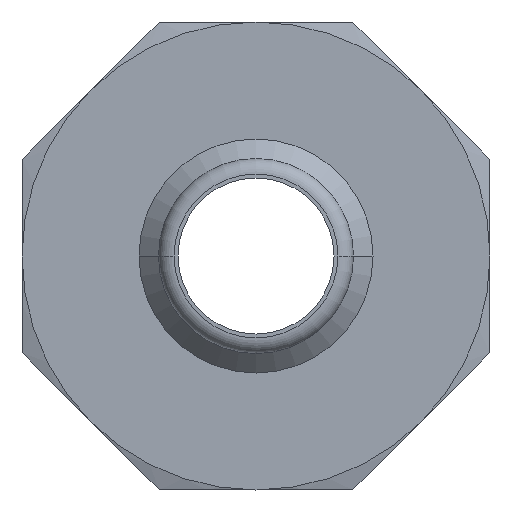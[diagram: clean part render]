
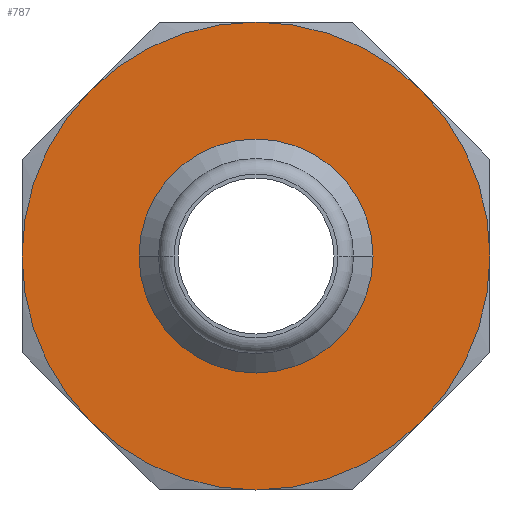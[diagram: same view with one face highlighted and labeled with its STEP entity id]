
A CAD part, front view. The second image highlights one B-rep face of the part: STEP entity #787.
In plain terms, the highlighted planar face has unit normal (0, -1, 0).
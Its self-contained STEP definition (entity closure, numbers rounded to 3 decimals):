
#1=CARTESIAN_POINT('',(0.,-18.,12.));
#37=CARTESIAN_POINT('',(0.,-18.,0.));
#38=DIRECTION('',(0.,1.,0.));
#39=DIRECTION('',(1.,0.,0.));
#40=AXIS2_PLACEMENT_3D('',#37,#38,#39);
#42=CARTESIAN_POINT('',(0.,-18.,0.));
#43=DIRECTION('',(0.,1.,0.));
#44=DIRECTION('',(-1.,0.,0.));
#45=AXIS2_PLACEMENT_3D('',#42,#43,#44);
#47=CARTESIAN_POINT('',(0.,-18.,0.));
#48=DIRECTION('',(0.,-1.,0.));
#49=DIRECTION('',(0.,0.,1.));
#50=AXIS2_PLACEMENT_3D('',#47,#48,#49);
#52=CARTESIAN_POINT('',(0.,-18.,0.));
#53=DIRECTION('',(0.,-1.,0.));
#54=DIRECTION('',(0.707,0.,0.707));
#55=AXIS2_PLACEMENT_3D('',#52,#53,#54);
#57=CARTESIAN_POINT('',(0.,-18.,0.));
#58=DIRECTION('',(0.,-1.,0.));
#59=DIRECTION('',(1.,0.,0.));
#60=AXIS2_PLACEMENT_3D('',#57,#58,#59);
#62=CARTESIAN_POINT('',(0.,-18.,0.));
#63=DIRECTION('',(0.,-1.,0.));
#64=DIRECTION('',(0.707,0.,-0.707));
#65=AXIS2_PLACEMENT_3D('',#62,#63,#64);
#67=CARTESIAN_POINT('',(0.,-18.,0.));
#68=DIRECTION('',(0.,-1.,0.));
#69=DIRECTION('',(0.,0.,-1.));
#70=AXIS2_PLACEMENT_3D('',#67,#68,#69);
#72=CARTESIAN_POINT('',(0.,-18.,0.));
#73=DIRECTION('',(0.,-1.,0.));
#74=DIRECTION('',(-0.707,0.,-0.707));
#75=AXIS2_PLACEMENT_3D('',#72,#73,#74);
#77=CARTESIAN_POINT('',(0.,-18.,0.));
#78=DIRECTION('',(0.,-1.,0.));
#79=DIRECTION('',(-1.,0.,0.));
#80=AXIS2_PLACEMENT_3D('',#77,#78,#79);
#82=CARTESIAN_POINT('',(0.,-18.,0.));
#83=DIRECTION('',(0.,-1.,0.));
#84=DIRECTION('',(-0.707,0.,0.707));
#85=AXIS2_PLACEMENT_3D('',#82,#83,#84);
#369=CARTESIAN_POINT('',(-8.485,-18.,8.485));
#401=CARTESIAN_POINT('',(-12.,-18.,
0.));
#433=CARTESIAN_POINT('',(-8.485,-18.,
-8.485));
#460=CARTESIAN_POINT('',(0.,-18.,
-12.));
#525=CARTESIAN_POINT('',(8.485,-18.,-8.485));
#617=CARTESIAN_POINT('',(6.,-18.,0.));
#618=CARTESIAN_POINT('',(-6.,-18.,0.));
#619=VERTEX_POINT('',#617);
#620=VERTEX_POINT('',#618);
#649=VERTEX_POINT('',#1);
#655=VERTEX_POINT('',#369);
#659=VERTEX_POINT('',#401);
#663=VERTEX_POINT('',#433);
#665=VERTEX_POINT('',#460);
#669=VERTEX_POINT('',#525);
#677=CARTESIAN_POINT('',(12.,-18.,0.));
#678=VERTEX_POINT('',#677);
#679=CARTESIAN_POINT('',(8.485,-18.,8.485));
#680=VERTEX_POINT('',#679);
#762=CARTESIAN_POINT('',(0.,-18.,0.));
#763=DIRECTION('',(0.,-1.,0.));
#764=DIRECTION('',(-1.,0.,0.));
#765=AXIS2_PLACEMENT_3D('',#762,#763,#764);
#766=PLANE('',#765);
#767=ORIENTED_EDGE('',*,*,#713,.F.);
#769=ORIENTED_EDGE('',*,*,#768,.F.);
#771=ORIENTED_EDGE('',*,*,#770,.F.);
#773=ORIENTED_EDGE('',*,*,#772,.F.);
#775=ORIENTED_EDGE('',*,*,#774,.F.);
#776=ORIENTED_EDGE('',*,*,#755,.F.);
#777=ORIENTED_EDGE('',*,*,#741,.F.);
#778=ORIENTED_EDGE('',*,*,#727,.F.);
#779=EDGE_LOOP('',(#767,#769,#771,#773,#775,#776,#777,#778));
#780=FACE_OUTER_BOUND('',#779,.F.);
#782=ORIENTED_EDGE('',*,*,#781,.F.);
#784=ORIENTED_EDGE('',*,*,#783,.F.);
#785=EDGE_LOOP('',(#782,#784));
#786=FACE_BOUND('',#785,.F.);
#787=ADVANCED_FACE('',(#780,#786),#766,.T.);
#41=CIRCLE('',#40,6.);
#46=CIRCLE('',#45,6.);
#51=CIRCLE('',#50,12.);
#56=CIRCLE('',#55,12.);
#61=CIRCLE('',#60,12.);
#66=CIRCLE('',#65,12.);
#71=CIRCLE('',#70,12.);
#76=CIRCLE('',#75,12.);
#81=CIRCLE('',#80,12.);
#86=CIRCLE('',#85,12.);
#713=EDGE_CURVE('',#649,#655,#51,.T.);
#727=EDGE_CURVE('',#655,#659,#86,.T.);
#741=EDGE_CURVE('',#659,#663,#81,.T.);
#755=EDGE_CURVE('',#663,#665,#76,.T.);
#768=EDGE_CURVE('',#680,#649,#56,.T.);
#770=EDGE_CURVE('',#678,#680,#61,.T.);
#772=EDGE_CURVE('',#669,#678,#66,.T.);
#774=EDGE_CURVE('',#665,#669,#71,.T.);
#781=EDGE_CURVE('',#619,#620,#41,.T.);
#783=EDGE_CURVE('',#620,#619,#46,.T.);
